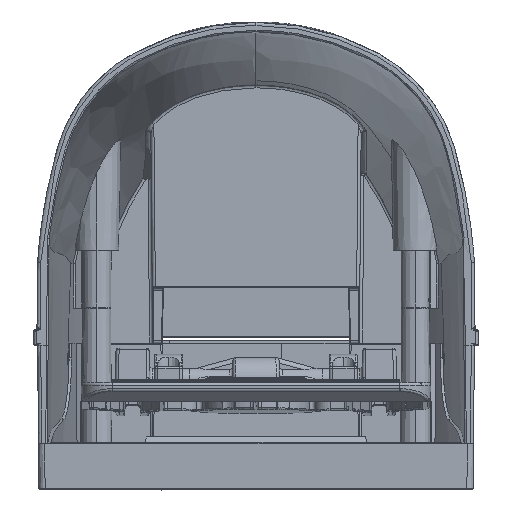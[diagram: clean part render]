
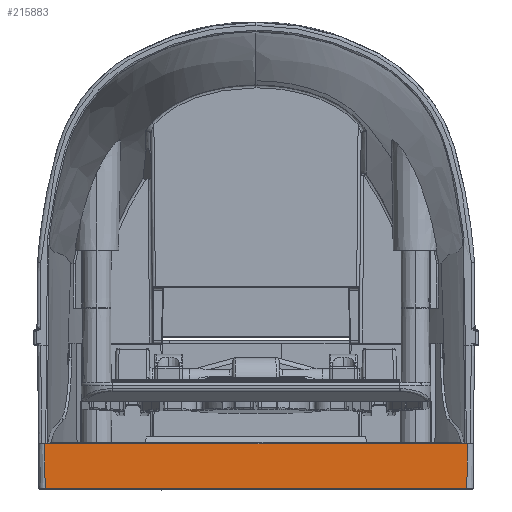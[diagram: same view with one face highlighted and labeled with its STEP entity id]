
A CAD part, left-side view. The second image highlights one B-rep face of the part: STEP entity #215883.
In plain terms, the highlighted planar face has unit normal (-1, 0, 0).
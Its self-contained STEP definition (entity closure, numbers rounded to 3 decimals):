
#23944 = LINE ( 'NONE', #201878, #212859 ) ;
#32234 = EDGE_LOOP ( 'NONE', ( #107486, #175089, #119714, #117146 ) ) ;
#48327 = DIRECTION ( 'NONE',  ( 0., 1., 0. ) ) ;
#61882 = CARTESIAN_POINT ( 'NONE',  ( -1., -67.706, 14.836 ) ) ;
#65464 = CARTESIAN_POINT ( 'NONE',  ( -1., 67.58, 0.5 ) ) ;
#68080 = DIRECTION ( 'NONE',  ( 0., 0.009, 1. ) ) ;
#74214 = PLANE ( 'NONE',  #101460 ) ;
#76322 = DIRECTION ( 'NONE',  ( 1., 0., 0. ) ) ;
#88297 = FACE_OUTER_BOUND ( 'NONE', #32234, .T. ) ;
#99495 = CARTESIAN_POINT ( 'NONE',  ( -1., 67.706, 14.836 ) ) ;
#101460 = AXIS2_PLACEMENT_3D ( 'NONE', #246453, #76322, #48327 ) ;
#102334 = VECTOR ( 'NONE', #113359, 1000. ) ;
#107486 = ORIENTED_EDGE ( 'NONE', *, *, #307859, .F. ) ;
#111741 = LINE ( 'NONE', #258537, #234672 ) ;
#113359 = DIRECTION ( 'NONE',  ( 0., 0.009, -1. ) ) ;
#114127 = LINE ( 'NONE', #210239, #102334 ) ;
#117146 = ORIENTED_EDGE ( 'NONE', *, *, #231118, .T. ) ;
#119714 = ORIENTED_EDGE ( 'NONE', *, *, #289081, .F. ) ;
#131518 = CARTESIAN_POINT ( 'NONE',  ( -1., -67.58, 0.5 ) ) ;
#141753 = DIRECTION ( 'NONE',  ( 0., 1., 0. ) ) ;
#143903 = LINE ( 'NONE', #288925, #193977 ) ;
#151580 = VERTEX_POINT ( 'NONE', #65464 ) ;
#175089 = ORIENTED_EDGE ( 'NONE', *, *, #308959, .F. ) ;
#193977 = VECTOR ( 'NONE', #68080, 1000. ) ;
#201878 = CARTESIAN_POINT ( 'NONE',  ( -1., -69.797, 0.5 ) ) ;
#210239 = CARTESIAN_POINT ( 'NONE',  ( -1., -67.706, 14.836 ) ) ;
#212859 = VECTOR ( 'NONE', #274166, 1000. ) ;
#215883 = ADVANCED_FACE ( 'NONE', ( #88297 ), #74214, .F. ) ;
#231118 = EDGE_CURVE ( 'NONE', #236962, #240909, #111741, .T. ) ;
#234672 = VECTOR ( 'NONE', #141753, 1000. ) ;
#236962 = VERTEX_POINT ( 'NONE', #61882 ) ;
#240909 = VERTEX_POINT ( 'NONE', #99495 ) ;
#246453 = CARTESIAN_POINT ( 'NONE',  ( -1., -69.797, 49. ) ) ;
#258537 = CARTESIAN_POINT ( 'NONE',  ( -1., 70.088, 14.836 ) ) ;
#274166 = DIRECTION ( 'NONE',  ( 0., 1., 0. ) ) ;
#274580 = VERTEX_POINT ( 'NONE', #131518 ) ;
#288925 = CARTESIAN_POINT ( 'NONE',  ( -1., 67.644, 7.788 ) ) ;
#289081 = EDGE_CURVE ( 'NONE', #236962, #274580, #114127, .T. ) ;
#307859 = EDGE_CURVE ( 'NONE', #151580, #240909, #143903, .T. ) ;
#308959 = EDGE_CURVE ( 'NONE', #274580, #151580, #23944, .T. ) ;
